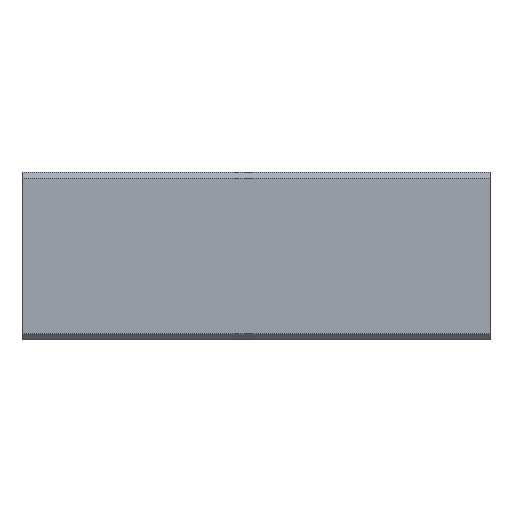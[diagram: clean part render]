
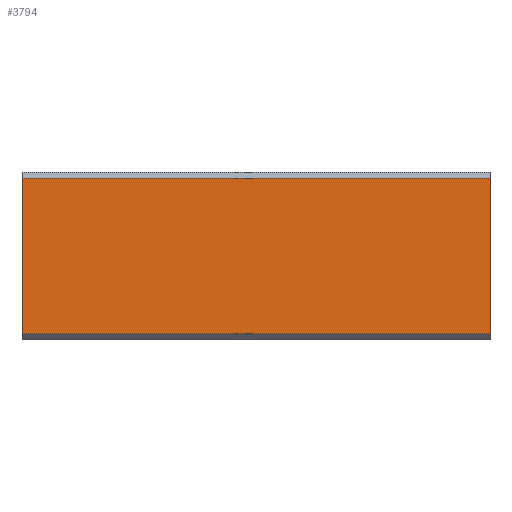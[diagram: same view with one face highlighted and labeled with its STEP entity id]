
A CAD part, front view. The second image highlights one B-rep face of the part: STEP entity #3794.
In plain terms, the highlighted planar face has unit normal (0, -1, 0).
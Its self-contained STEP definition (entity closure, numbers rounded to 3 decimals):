
#3730 = VERTEX_POINT('',#3731);
#3731 = CARTESIAN_POINT('',(33.,-722.5,-15.425));
#3737 = EDGE_CURVE('',#3730,#3738,#3740,.T.);
#3738 = VERTEX_POINT('',#3739);
#3739 = CARTESIAN_POINT('',(-42.,-722.5,
    -15.425));
#3740 = LINE('',#3741,#3742);
#3741 = CARTESIAN_POINT('',(33.,-722.5,-15.425));
#3742 = VECTOR('',#3743,1.);
#3743 = DIRECTION('',(-1.,0.,0.));
#3794 = ADVANCED_FACE('',(#3795),#3820,.T.);
#3795 = FACE_BOUND('',#3796,.T.);
#3796 = EDGE_LOOP('',(#3797,#3798,#3806,#3814));
#3797 = ORIENTED_EDGE('',*,*,#3737,.F.);
#3798 = ORIENTED_EDGE('',*,*,#3799,.T.);
#3799 = EDGE_CURVE('',#3730,#3800,#3802,.T.);
#3800 = VERTEX_POINT('',#3801);
#3801 = CARTESIAN_POINT('',(33.,-722.505,9.45));
#3802 = LINE('',#3803,#3804);
#3803 = CARTESIAN_POINT('',(33.,-722.5,-15.425));
#3804 = VECTOR('',#3805,1.);
#3805 = DIRECTION('',(0.,0.,1.));
#3806 = ORIENTED_EDGE('',*,*,#3807,.T.);
#3807 = EDGE_CURVE('',#3800,#3808,#3810,.T.);
#3808 = VERTEX_POINT('',#3809);
#3809 = CARTESIAN_POINT('',(-42.,-722.505,
    9.45));
#3810 = LINE('',#3811,#3812);
#3811 = CARTESIAN_POINT('',(33.,-722.505,9.45));
#3812 = VECTOR('',#3813,1.);
#3813 = DIRECTION('',(-1.,0.,0.));
#3814 = ORIENTED_EDGE('',*,*,#3815,.F.);
#3815 = EDGE_CURVE('',#3738,#3808,#3816,.T.);
#3816 = LINE('',#3817,#3818);
#3817 = CARTESIAN_POINT('',(-42.,-722.504,
    0.722));
#3818 = VECTOR('',#3819,1.);
#3819 = DIRECTION('',(0.,0.,1.));
#3820 = PLANE('',#3821);
#3821 = AXIS2_PLACEMENT_3D('',#3822,#3823,#3824);
#3822 = CARTESIAN_POINT('',(-10.8,-722.503,
    -2.987));
#3823 = DIRECTION('',(-0.,-1.,0.));
#3824 = DIRECTION('',(0.,0.,-1.));
